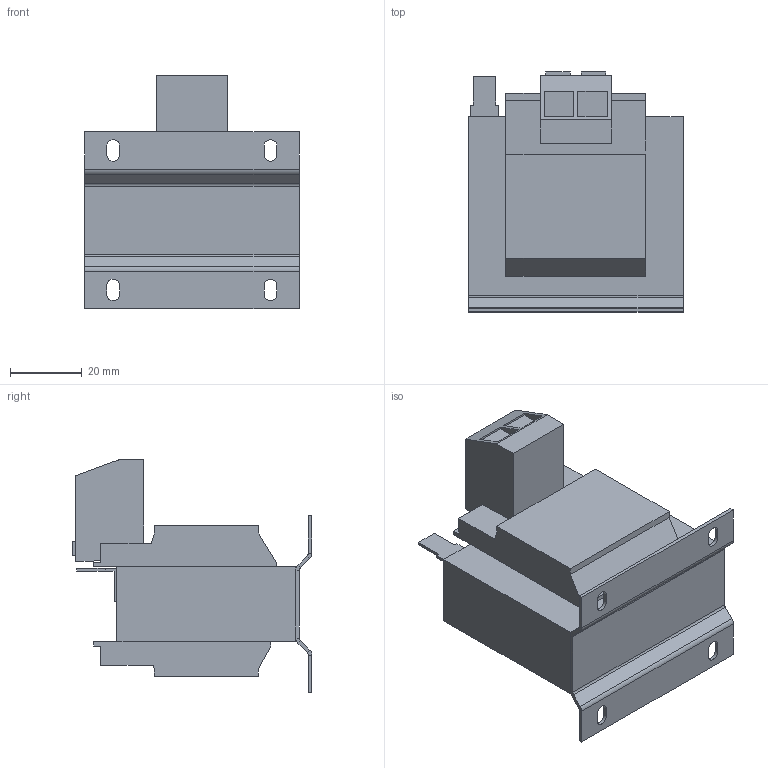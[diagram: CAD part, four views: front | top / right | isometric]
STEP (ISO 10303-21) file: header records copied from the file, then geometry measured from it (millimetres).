
FILE_DESCRIPTION (( 'STEP AP214' ), '1' );
FILE_NAME ('865652.STEP', '2024-04-04T12:12:42', ( '' ), ( '' ), 'SwSTEP 2.0', 'SolidWorks 2022', '' );
FILE_SCHEMA (( 'AUTOMOTIVE_DESIGN' ));
Length unit declared in the file: millimetre
Products named in the file (1): 865652
Bounding box: 60.1 x 67.05 x 65.25 mm (x, y, z)
Volume: 108544.9 mm3; surface area: 21309.1 mm2
Topology: 1 solids, 1 shells, 159 faces, 404 edges, 256 vertices
Faces by surface type: plane 127, cylinder 32
Entity records: 4752 total; most frequent: CARTESIAN_POINT 820, ORIENTED_EDGE 808, DIRECTION 788, EDGE_CURVE 404, LINE 340, VECTOR 340, VERTEX_POINT 256, AXIS2_PLACEMENT_3D 224
